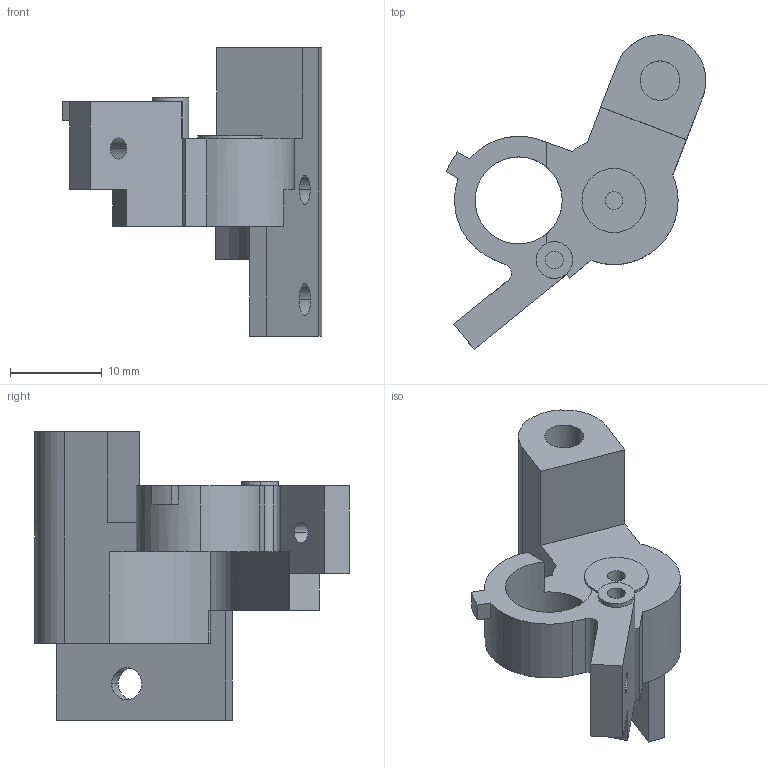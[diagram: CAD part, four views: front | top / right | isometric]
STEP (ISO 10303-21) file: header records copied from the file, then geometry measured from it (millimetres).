
FILE_DESCRIPTION (( 'STEP AP214' ), '1' );
FILE_NAME ('鎮湛釱.STEP', '2024-07-13T08:05:34', ( '' ), ( '' ), 'SwSTEP 2.0', 'SolidWorks 2023', '' );
FILE_SCHEMA (( 'AUTOMOTIVE_DESIGN' ));
Length unit declared in the file: millimetre
Products named in the file (1): 马达座
Bounding box: 28.32 x 34.3 x 31.5 mm (x, y, z)
Volume: 4465 mm3; surface area: 3260.9 mm2
Topology: 1 solids, 1 shells, 67 faces, 180 edges, 119 vertices
Faces by surface type: plane 36, cylinder 31
Entity records: 2156 total; most frequent: DIRECTION 387, CARTESIAN_POINT 367, ORIENTED_EDGE 360, EDGE_CURVE 180, AXIS2_PLACEMENT_3D 139, VERTEX_POINT 119, VECTOR 109, LINE 109
